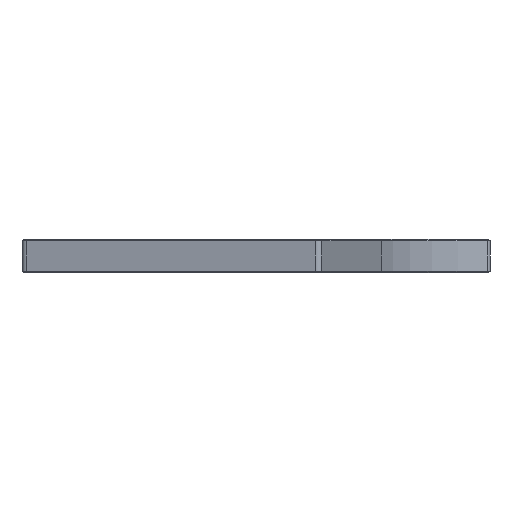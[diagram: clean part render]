
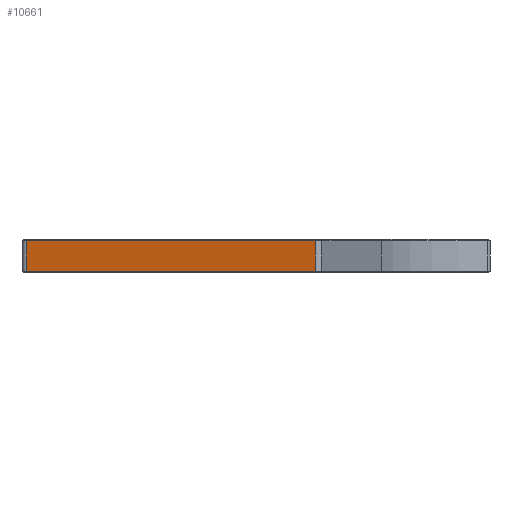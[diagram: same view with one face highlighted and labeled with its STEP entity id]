
A CAD part, left-side view. The second image highlights one B-rep face of the part: STEP entity #10661.
In plain terms, the highlighted planar face has unit normal (-0.966, 0.259, 0).
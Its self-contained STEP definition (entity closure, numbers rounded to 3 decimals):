
#1053=FACE_OUTER_BOUND('',#1743,.T.);
#1743=EDGE_LOOP('',(#7750,#7751,#7752,#7753));
#2567=LINE('',#16729,#3655);
#2578=LINE('',#16762,#3666);
#2580=LINE('',#16768,#3668);
#2581=LINE('',#16769,#3669);
#3655=VECTOR('',#13274,10.);
#3666=VECTOR('',#13313,10.);
#3668=VECTOR('',#13319,2.);
#3669=VECTOR('',#13320,10.);
#4762=VERTEX_POINT('',#16723);
#4763=VERTEX_POINT('',#16727);
#4771=VERTEX_POINT('',#16761);
#4773=VERTEX_POINT('',#16767);
#5838=EDGE_CURVE('',#4762,#4763,#2567,.T.);
#5854=EDGE_CURVE('',#4763,#4771,#2578,.T.);
#5857=EDGE_CURVE('',#4762,#4773,#2580,.T.);
#5858=EDGE_CURVE('',#4771,#4773,#2581,.T.);
#7750=ORIENTED_EDGE('',*,*,#5838,.F.);
#7751=ORIENTED_EDGE('',*,*,#5857,.T.);
#7752=ORIENTED_EDGE('',*,*,#5858,.F.);
#7753=ORIENTED_EDGE('',*,*,#5854,.F.);
#10264=PLANE('',#11518);
#10661=ADVANCED_FACE('',(#1053),#10264,.F.);
#11518=AXIS2_PLACEMENT_3D('',#16766,#13317,#13318);
#13274=DIRECTION('',(0.259,0.966,0.));
#13313=DIRECTION('',(0.,0.,1.));
#13317=DIRECTION('center_axis',(0.966,-0.259,0.));
#13318=DIRECTION('ref_axis',(0.259,0.966,0.));
#13319=DIRECTION('',(0.,0.,1.));
#13320=DIRECTION('',(-0.259,-0.966,0.));
#16723=CARTESIAN_POINT('',(-174.17,-17.602,-2.52));
#16727=CARTESIAN_POINT('',(-146.021,87.461,-2.52));
#16729=CARTESIAN_POINT('',(-165.906,13.242,-2.52));
#16761=CARTESIAN_POINT('',(-146.021,87.461,8.7));
#16762=CARTESIAN_POINT('',(-146.021,87.461,-13.8));
#16766=CARTESIAN_POINT('Origin',(-174.687,-19.535,-13.8));
#16767=CARTESIAN_POINT('',(-174.17,-17.602,8.7));
#16768=CARTESIAN_POINT('',(-174.17,-17.602,-13.8));
#16769=CARTESIAN_POINT('',(-165.906,13.242,8.7));
